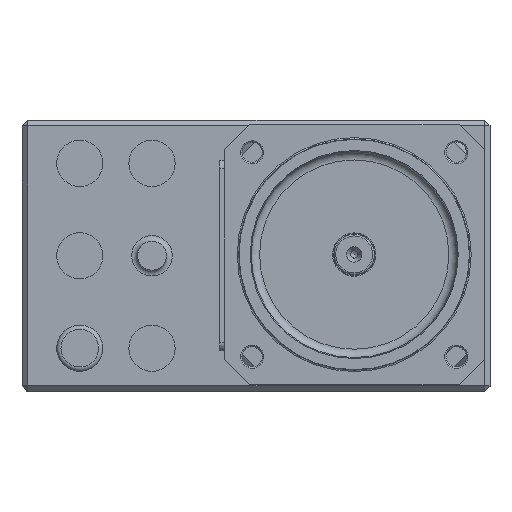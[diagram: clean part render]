
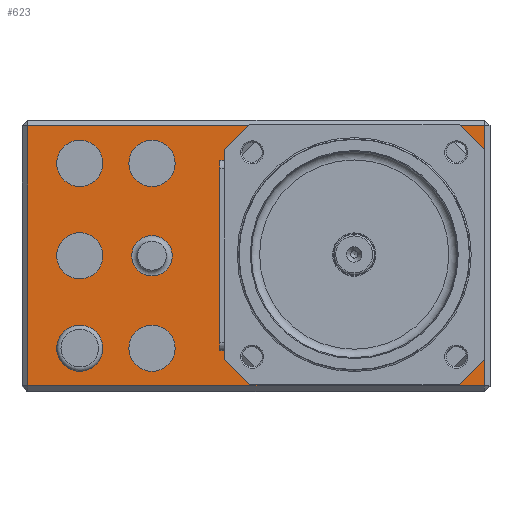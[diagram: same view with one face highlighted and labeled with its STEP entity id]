
A CAD part, top view. The second image highlights one B-rep face of the part: STEP entity #623.
In plain terms, the highlighted face is planar.
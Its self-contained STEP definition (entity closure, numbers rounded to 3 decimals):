
#172=PLANE('',#2263);
#253=FACE_BOUND('',#914,.T.);
#254=FACE_BOUND('',#916,.T.);
#255=FACE_BOUND('',#917,.T.);
#256=FACE_BOUND('',#918,.T.);
#257=FACE_BOUND('',#919,.T.);
#258=FACE_BOUND('',#920,.T.);
#259=FACE_BOUND('',#921,.T.);
#397=LINE('',#3716,#505);
#398=LINE('',#3719,#506);
#399=LINE('',#3721,#507);
#400=LINE('',#3723,#508);
#505=VECTOR('',#2768,1.);
#506=VECTOR('',#2769,1.);
#507=VECTOR('',#2770,1.);
#508=VECTOR('',#2771,1.);
#623=ADVANCED_FACE('',(#253,#753,#254,#255,#256,#257,#258,#259),#172,.T.);
#753=FACE_OUTER_BOUND('',#915,.T.);
#914=EDGE_LOOP('',(#1485));
#915=EDGE_LOOP('',(#1486,#1487,#1488,#1489));
#916=EDGE_LOOP('',(#1490));
#917=EDGE_LOOP('',(#1491));
#918=EDGE_LOOP('',(#1492));
#919=EDGE_LOOP('',(#1493));
#920=EDGE_LOOP('',(#1494));
#921=EDGE_LOOP('',(#1495));
#1055=CIRCLE('',#2256,7.);
#1056=CIRCLE('',#2257,8.);
#1057=CIRCLE('',#2258,8.);
#1058=CIRCLE('',#2259,8.);
#1059=CIRCLE('',#2260,8.);
#1060=CIRCLE('',#2261,8.);
#1061=CIRCLE('',#2262,24.);
#1485=ORIENTED_EDGE('',*,*,#1990,.T.);
#1486=ORIENTED_EDGE('',*,*,#1991,.T.);
#1487=ORIENTED_EDGE('',*,*,#1992,.T.);
#1488=ORIENTED_EDGE('',*,*,#1993,.T.);
#1489=ORIENTED_EDGE('',*,*,#1994,.T.);
#1490=ORIENTED_EDGE('',*,*,#1995,.F.);
#1491=ORIENTED_EDGE('',*,*,#1996,.T.);
#1492=ORIENTED_EDGE('',*,*,#1997,.T.);
#1493=ORIENTED_EDGE('',*,*,#1998,.T.);
#1494=ORIENTED_EDGE('',*,*,#1999,.T.);
#1495=ORIENTED_EDGE('',*,*,#2000,.F.);
#1749=VERTEX_POINT('',#3715);
#1750=VERTEX_POINT('',#3717);
#1751=VERTEX_POINT('',#3718);
#1752=VERTEX_POINT('',#3720);
#1753=VERTEX_POINT('',#3722);
#1754=VERTEX_POINT('',#3725);
#1755=VERTEX_POINT('',#3727);
#1756=VERTEX_POINT('',#3729);
#1757=VERTEX_POINT('',#3731);
#1758=VERTEX_POINT('',#3733);
#1759=VERTEX_POINT('',#3735);
#1990=EDGE_CURVE('',#1749,#1749,#1055,.T.);
#1991=EDGE_CURVE('',#1750,#1751,#397,.T.);
#1992=EDGE_CURVE('',#1751,#1752,#398,.T.);
#1993=EDGE_CURVE('',#1752,#1753,#399,.T.);
#1994=EDGE_CURVE('',#1753,#1750,#400,.T.);
#1995=EDGE_CURVE('',#1754,#1754,#1056,.T.);
#1996=EDGE_CURVE('',#1755,#1755,#1057,.T.);
#1997=EDGE_CURVE('',#1756,#1756,#1058,.T.);
#1998=EDGE_CURVE('',#1757,#1757,#1059,.T.);
#1999=EDGE_CURVE('',#1758,#1758,#1060,.T.);
#2000=EDGE_CURVE('',#1759,#1759,#1061,.T.);
#2256=AXIS2_PLACEMENT_3D('',#3714,#2766,#2767);
#2257=AXIS2_PLACEMENT_3D('',#3724,#2772,#2773);
#2258=AXIS2_PLACEMENT_3D('',#3726,#2774,#2775);
#2259=AXIS2_PLACEMENT_3D('',#3728,#2776,#2777);
#2260=AXIS2_PLACEMENT_3D('',#3730,#2778,#2779);
#2261=AXIS2_PLACEMENT_3D('',#3732,#2780,#2781);
#2262=AXIS2_PLACEMENT_3D('',#3734,#2782,#2783);
#2263=AXIS2_PLACEMENT_3D('',#3736,#2784,#2785);
#2766=DIRECTION('',(0.,0.,1.));
#2767=DIRECTION('',(-1.,0.,0.));
#2768=DIRECTION('',(1.,0.,0.));
#2769=DIRECTION('',(0.,-1.,0.));
#2770=DIRECTION('',(-1.,0.,0.));
#2771=DIRECTION('',(0.,1.,0.));
#2772=DIRECTION('',(0.,0.,-1.));
#2773=DIRECTION('',(-1.,0.,0.));
#2774=DIRECTION('',(0.,0.,1.));
#2775=DIRECTION('',(1.,0.,0.));
#2776=DIRECTION('',(0.,0.,1.));
#2777=DIRECTION('',(1.,0.,0.));
#2778=DIRECTION('',(0.,0.,1.));
#2779=DIRECTION('',(1.,0.,0.));
#2780=DIRECTION('',(0.,0.,1.));
#2781=DIRECTION('',(1.,0.,0.));
#2782=DIRECTION('',(0.,0.,-1.));
#2783=DIRECTION('',(-1.,0.,0.));
#2784=DIRECTION('',(0.,0.,-1.));
#2785=DIRECTION('',(-1.,0.,0.));
#3714=CARTESIAN_POINT('',(45.,47.,0.));
#3715=CARTESIAN_POINT('',(38.,47.,0.));
#3716=CARTESIAN_POINT('',(81.,92.,0.));
#3717=CARTESIAN_POINT('',(2.,92.,0.));
#3718=CARTESIAN_POINT('',(160.,92.,0.));
#3719=CARTESIAN_POINT('',(160.,47.,0.));
#3720=CARTESIAN_POINT('',(160.,2.,0.));
#3721=CARTESIAN_POINT('',(81.,2.,0.));
#3722=CARTESIAN_POINT('',(2.,2.,0.));
#3723=CARTESIAN_POINT('',(2.,47.,0.));
#3724=CARTESIAN_POINT('',(20.,79.,0.));
#3725=CARTESIAN_POINT('',(12.,79.,0.));
#3726=CARTESIAN_POINT('',(20.,47.,0.));
#3727=CARTESIAN_POINT('',(28.,47.,0.));
#3728=CARTESIAN_POINT('',(20.,15.,0.));
#3729=CARTESIAN_POINT('',(28.,15.,0.));
#3730=CARTESIAN_POINT('',(45.,79.,0.));
#3731=CARTESIAN_POINT('',(53.,79.,0.));
#3732=CARTESIAN_POINT('',(45.,15.,0.));
#3733=CARTESIAN_POINT('',(53.,15.,0.));
#3734=CARTESIAN_POINT('',(115.,47.,0.));
#3735=CARTESIAN_POINT('',(91.,47.,0.));
#3736=CARTESIAN_POINT('',(81.,47.,0.));
